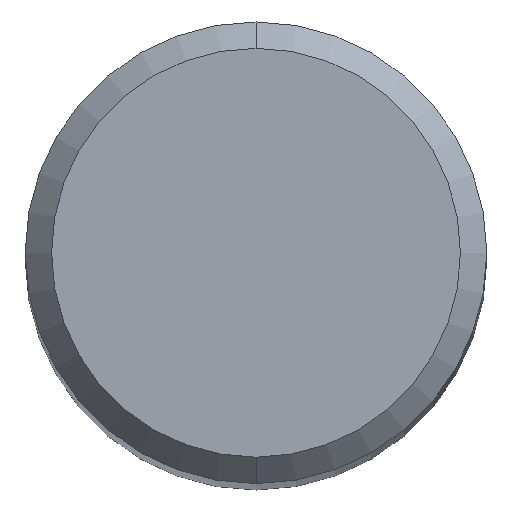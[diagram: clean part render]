
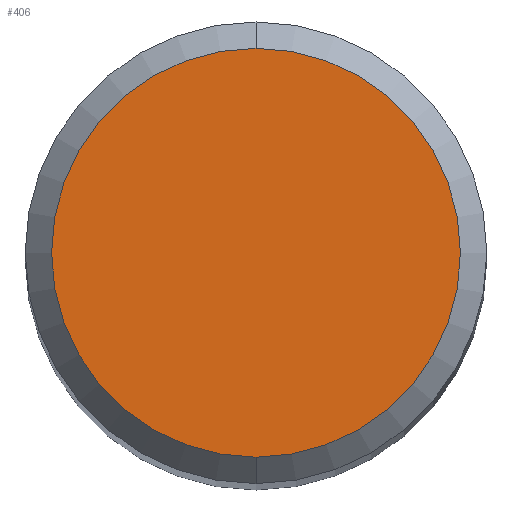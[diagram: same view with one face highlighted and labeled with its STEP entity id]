
A CAD part, top view. The second image highlights one B-rep face of the part: STEP entity #406.
In plain terms, the highlighted planar face has unit normal (0, 0, 1).
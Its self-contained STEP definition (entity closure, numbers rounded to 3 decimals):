
#176=EDGE_CURVE('',#378,#320,#477,.T.);
#318=EDGE_CURVE('',#320,#378,#635,.T.);
#320=VERTEX_POINT('',#637);
#378=VERTEX_POINT('',#699);
#406=ADVANCED_FACE('',(#729),#730,.T.);
#477=CIRCLE('',#815,3.1);
#635=CIRCLE('',#1150,3.1);
#637=CARTESIAN_POINT('',(0.0,3.1,0.0));
#699=CARTESIAN_POINT('',(0.,-3.1,0.0));
#729=FACE_OUTER_BOUND('',#1334,.T.);
#730=PLANE('',#1335);
#815=AXIS2_PLACEMENT_3D('',#1420,#1421,#1422);
#1150=AXIS2_PLACEMENT_3D('',#1613,#1614,#1615);
#1334=EDGE_LOOP('',(#1701,#1702));
#1335=AXIS2_PLACEMENT_3D('',#1703,#1704,#1705);
#1420=CARTESIAN_POINT('',(0.0,0.0,0.0));
#1421=DIRECTION('',(0.0,0.0,-1.0));
#1422=DIRECTION('',(0.0,1.0,0.0));
#1613=CARTESIAN_POINT('',(0.0,0.0,0.0));
#1614=DIRECTION('',(0.0,0.0,-1.0));
#1615=DIRECTION('',(0.0,1.0,0.0));
#1701=ORIENTED_EDGE('',*,*,#318,.F.);
#1702=ORIENTED_EDGE('',*,*,#176,.F.);
#1703=CARTESIAN_POINT('',(0.0,1.55,0.0));
#1704=DIRECTION('',(-0.0,0.0,1.0));
#1705=DIRECTION('',(0.0,-1.0,0.0));
